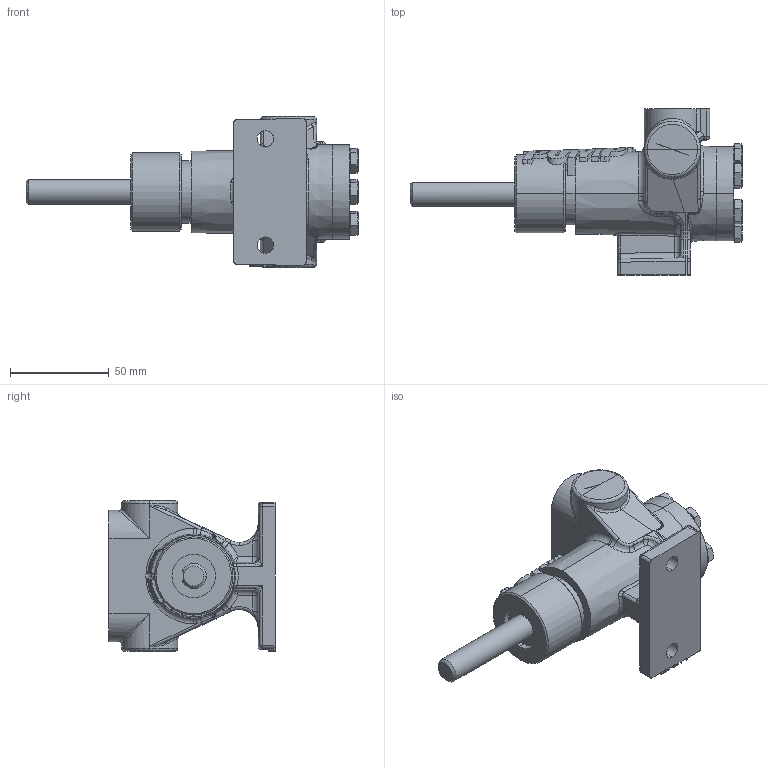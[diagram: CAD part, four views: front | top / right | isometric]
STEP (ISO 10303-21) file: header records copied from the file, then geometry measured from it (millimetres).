
FILE_DESCRIPTION (( 'STEP AP214' ), '1' );
FILE_NAME ('4-0425-1113-001.STEP', '2016-12-13T13:57:43', ( '' ), ( '' ), 'SwSTEP 2.0', 'SolidWorks 2016', '' );
FILE_SCHEMA (( 'AUTOMOTIVE_DESIGN' ));
Length unit declared in the file: inch
Products named in the file (2): 4-0425-1113-001
Bounding box: 168.05 x 84.07 x 76.7 mm (x, y, z)
Volume: 262482.6 mm3; surface area: 39432.6 mm2
Topology: 1 solids, 1 shells, 565 faces, 1389 edges, 824 vertices
Faces by surface type: plane 222, bspline 134, cylinder 93, cone 82, torus 18, sphere 16
Entity records: 27038 total; most frequent: CARTESIAN_POINT 12570, ORIENTED_EDGE 2730, DIRECTION 2126, EDGE_CURVE 1365, VERTEX_POINT 824, AXIS2_PLACEMENT_3D 798, EDGE_LOOP 591, FACE_OUTER_BOUND 565
